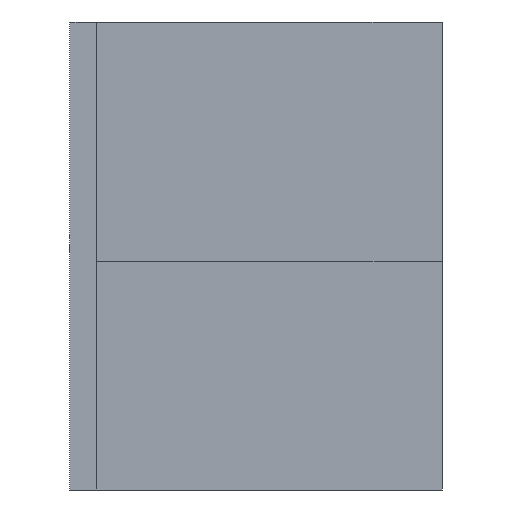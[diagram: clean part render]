
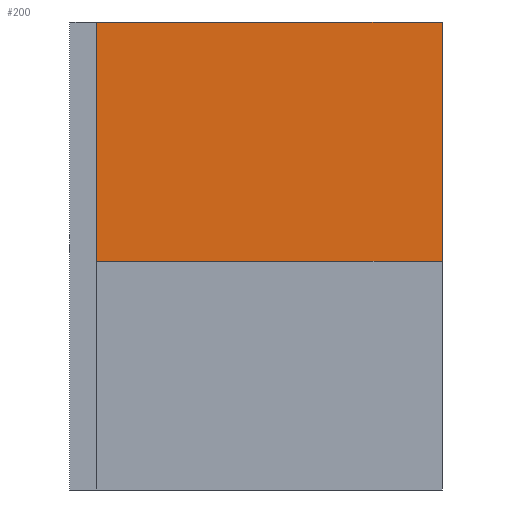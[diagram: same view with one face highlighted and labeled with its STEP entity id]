
A CAD part, left-side view. The second image highlights one B-rep face of the part: STEP entity #200.
In plain terms, the highlighted planar face has unit normal (-1, 0, 0).
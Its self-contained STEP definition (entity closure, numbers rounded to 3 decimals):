
#2 = CARTESIAN_POINT ( 'NONE',  ( -127.5, 30., -65.192 ) ) ;
#37 = DIRECTION ( 'NONE',  ( 0., 0., 1. ) ) ;
#41 = VECTOR ( 'NONE', #467, 1000. ) ;
#61 = CARTESIAN_POINT ( 'NONE',  ( -127.5, -35., 0. ) ) ;
#66 = EDGE_CURVE ( 'NONE', #582, #421, #213, .T. ) ;
#91 = CARTESIAN_POINT ( 'NONE',  ( -127.5, 30., 0. ) ) ;
#95 = EDGE_CURVE ( 'NONE', #421, #694, #163, .T. ) ;
#114 = ORIENTED_EDGE ( 'NONE', *, *, #95, .T. ) ;
#120 = VECTOR ( 'NONE', #268, 1000. ) ;
#159 = LINE ( 'NONE', #91, #120 ) ;
#161 = ORIENTED_EDGE ( 'NONE', *, *, #373, .T. ) ;
#163 = LINE ( 'NONE', #516, #313 ) ;
#175 = CARTESIAN_POINT ( 'NONE',  ( -127.5, 30., 0. ) ) ;
#177 = ORIENTED_EDGE ( 'NONE', *, *, #606, .F. ) ;
#200 = ADVANCED_FACE ( 'NONE', ( #527 ), #533, .F. ) ;
#213 = LINE ( 'NONE', #755, #522 ) ;
#232 = CARTESIAN_POINT ( 'NONE',  ( -127.5, 30., -65.192 ) ) ;
#236 = DIRECTION ( 'NONE',  ( 0., 0., -1. ) ) ;
#268 = DIRECTION ( 'NONE',  ( 0., -1., 0. ) ) ;
#289 = ORIENTED_EDGE ( 'NONE', *, *, #66, .T. ) ;
#313 = VECTOR ( 'NONE', #389, 1000. ) ;
#337 = LINE ( 'NONE', #232, #41 ) ;
#355 = CARTESIAN_POINT ( 'NONE',  ( -127.5, 30., 45. ) ) ;
#373 = EDGE_CURVE ( 'NONE', #621, #582, #159, .T. ) ;
#389 = DIRECTION ( 'NONE',  ( 0., 1., 0. ) ) ;
#391 = CARTESIAN_POINT ( 'NONE',  ( -127.5, -35., 45. ) ) ;
#421 = VERTEX_POINT ( 'NONE', #391 ) ;
#467 = DIRECTION ( 'NONE',  ( 0., 0., 1. ) ) ;
#505 = EDGE_LOOP ( 'NONE', ( #161, #289, #114, #177 ) ) ;
#516 = CARTESIAN_POINT ( 'NONE',  ( -127.5, 30., 45. ) ) ;
#522 = VECTOR ( 'NONE', #37, 1000. ) ;
#527 = FACE_OUTER_BOUND ( 'NONE', #505, .T. ) ;
#533 = PLANE ( 'NONE',  #641 ) ;
#582 = VERTEX_POINT ( 'NONE', #61 ) ;
#596 = DIRECTION ( 'NONE',  ( 1., 0., 0. ) ) ;
#606 = EDGE_CURVE ( 'NONE', #621, #694, #337, .T. ) ;
#621 = VERTEX_POINT ( 'NONE', #175 ) ;
#641 = AXIS2_PLACEMENT_3D ( 'NONE', #2, #596, #236 ) ;
#694 = VERTEX_POINT ( 'NONE', #355 ) ;
#755 = CARTESIAN_POINT ( 'NONE',  ( -127.5, -35., -65.192 ) ) ;
